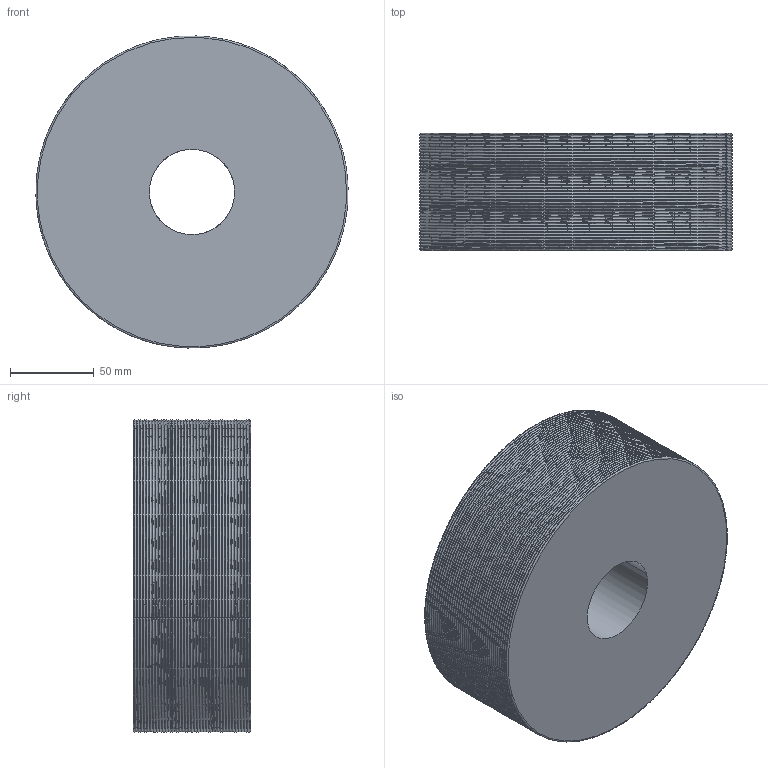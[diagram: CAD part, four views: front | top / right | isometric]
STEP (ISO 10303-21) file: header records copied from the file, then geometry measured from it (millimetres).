
FILE_DESCRIPTION(('FreeCAD Model'),'2;1');
FILE_NAME('Spool hilo_001.stp','2016-01-27T22:40:52',('FreeCAD'),('FreeCAD'), 'Open CASCADE STEP processor 6.8','FreeCAD','Unknown');
FILE_SCHEMA(('AUTOMOTIVE_DESIGN_CC2 { 1 2 10303 214 -1 1 5 4 }'));
Length unit declared in the file: millimetre
Products named in the file (1): Open CASCADE STEP translator 6.8 108
Bounding box: 186.55 x 70 x 186.54 mm (x, y, z)
Volume: 1766544.1 mm3; surface area: 125204.2 mm2
Topology: 1 solids, 1 shells, 164 faces, 336 edges, 174 vertices
Faces by surface type: bspline 162, plane 2
Entity records: 25688 total; most frequent: CARTESIAN_POINT 21327, ORIENTED_EDGE 672, PCURVE 672, DEFINITIONAL_REPRESENTATION 672, B_SPLINE_CURVE_WITH_KNOTS 498, EDGE_CURVE 336, SURFACE_CURVE 336, VERTEX_POINT 174
